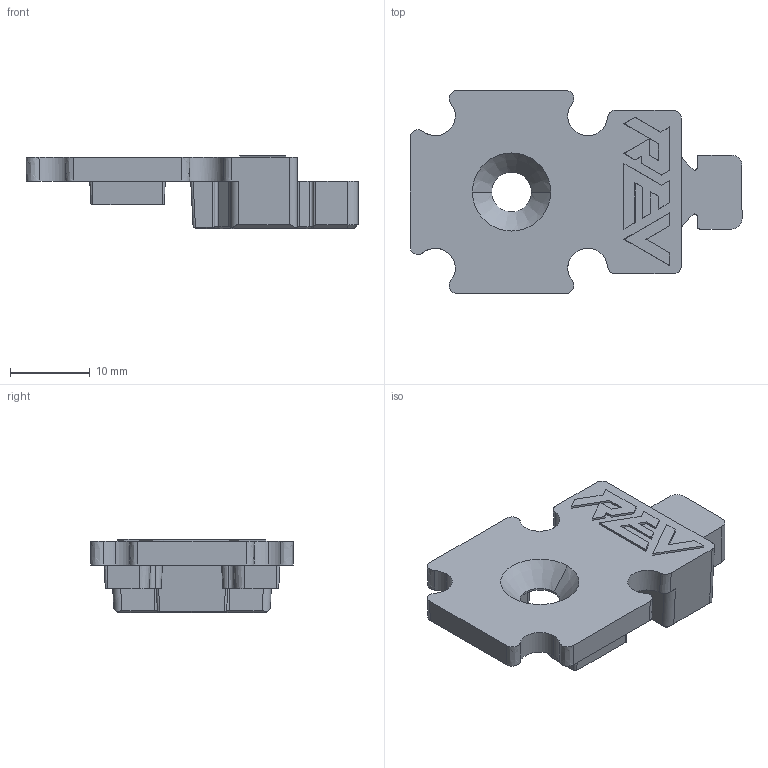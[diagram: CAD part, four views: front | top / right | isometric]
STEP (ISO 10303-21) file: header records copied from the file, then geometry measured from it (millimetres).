
FILE_DESCRIPTION (( 'STEP AP203' ), '1' );
FILE_NAME ('REV-21-1202.STEP', '2017-12-14T18:42:15', ( '' ), ( '' ), 'SwSTEP 2.0', 'SolidWorks 2017', '' );
FILE_SCHEMA (( 'CONFIG_CONTROL_DESIGN' ));
Length unit declared in the file: millimetre
Products named in the file (1): REV-21-1202
Bounding box: 41.52 x 25.4 x 9.25 mm (x, y, z)
Volume: 3750 mm3; surface area: 2811.5 mm2
Topology: 1 solids, 1 shells, 221 faces, 578 edges, 366 vertices
Faces by surface type: plane 111, cylinder 42, cone 36, bspline 24, torus 8
Entity records: 7586 total; most frequent: CARTESIAN_POINT 2301, ORIENTED_EDGE 1156, DIRECTION 1004, EDGE_CURVE 578, VERTEX_POINT 366, VECTOR 344, LINE 344, AXIS2_PLACEMENT_3D 330
